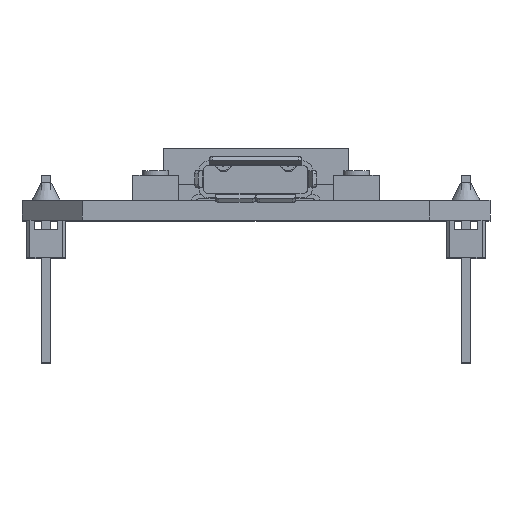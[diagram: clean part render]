
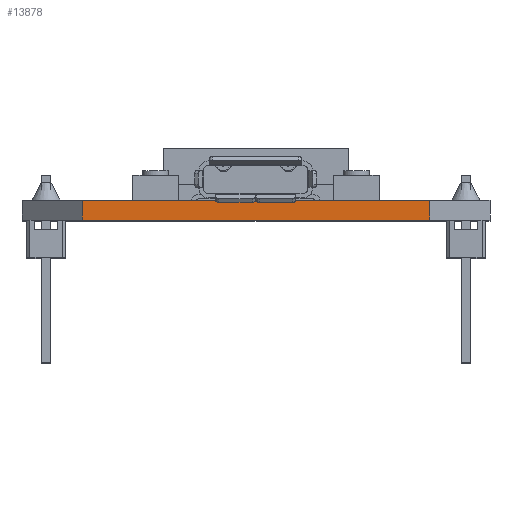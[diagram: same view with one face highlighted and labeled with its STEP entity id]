
A CAD part, top view. The second image highlights one B-rep face of the part: STEP entity #13878.
In plain terms, the highlighted planar face has unit normal (0, 0, 1).
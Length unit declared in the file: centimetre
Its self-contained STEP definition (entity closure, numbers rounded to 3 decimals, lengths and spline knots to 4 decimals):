
#592=LINE('',#20617,#1995);
#593=LINE('',#20620,#1996);
#594=LINE('',#20622,#1997);
#595=LINE('',#20623,#1998);
#1995=VECTOR('',#16344,1.);
#1996=VECTOR('',#16347,1.);
#1997=VECTOR('',#16348,1.);
#1998=VECTOR('',#16349,1.);
#3390=PLANE('',#14788);
#4179=FACE_OUTER_BOUND('',#5000,.T.);
#5000=EDGE_LOOP('',(#9820,#9821,#9822,#9823));
#6535=VERTEX_POINT('',#20613);
#6536=VERTEX_POINT('',#20615);
#6537=VERTEX_POINT('',#20619);
#6538=VERTEX_POINT('',#20621);
#7879=EDGE_CURVE('',#6535,#6536,#592,.T.);
#7880=EDGE_CURVE('',#6535,#6537,#593,.T.);
#7881=EDGE_CURVE('',#6538,#6536,#594,.T.);
#7882=EDGE_CURVE('',#6537,#6538,#595,.T.);
#9820=ORIENTED_EDGE('',*,*,#7880,.F.);
#9821=ORIENTED_EDGE('',*,*,#7879,.T.);
#9822=ORIENTED_EDGE('',*,*,#7881,.F.);
#9823=ORIENTED_EDGE('',*,*,#7882,.F.);
#13878=ADVANCED_FACE('',(#4179),#3390,.T.);
#14788=AXIS2_PLACEMENT_3D('',#20618,#16345,#16346);
#16344=DIRECTION('',(0.,1.,0.));
#16345=DIRECTION('center_axis',(0.,0.,1.));
#16346=DIRECTION('ref_axis',(1.,0.,0.));
#16347=DIRECTION('',(-1.,0.,0.));
#16348=DIRECTION('',(1.,0.,0.));
#16349=DIRECTION('',(0.,1.,0.));
#20613=CARTESIAN_POINT('',(1.15,0.,2.36));
#20615=CARTESIAN_POINT('',(1.15,0.131,2.36));
#20617=CARTESIAN_POINT('',(1.15,0.,2.36));
#20618=CARTESIAN_POINT('Origin',(-1.15,0.,2.36));
#20619=CARTESIAN_POINT('',(-1.15,0.,2.36));
#20620=CARTESIAN_POINT('',(1.55,0.,2.36));
#20621=CARTESIAN_POINT('',(-1.15,0.131,2.36));
#20622=CARTESIAN_POINT('',(1.55,0.131,2.36));
#20623=CARTESIAN_POINT('',(-1.15,0.,2.36));
